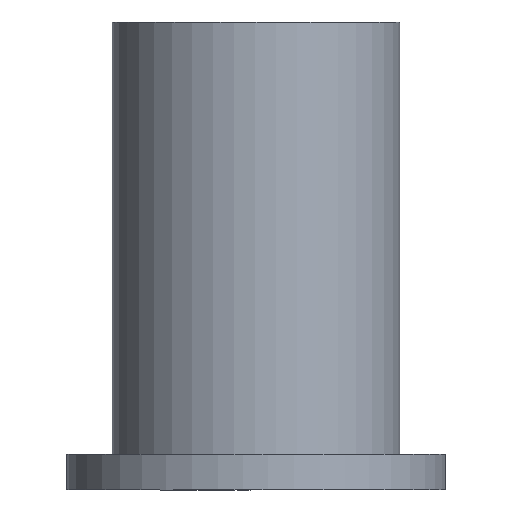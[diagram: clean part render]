
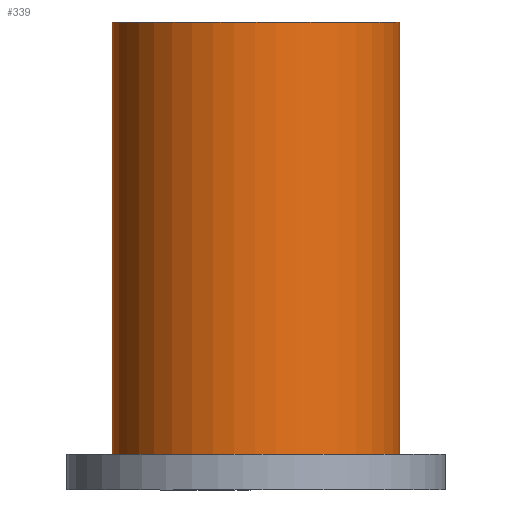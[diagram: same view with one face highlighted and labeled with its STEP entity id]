
A CAD part, front view. The second image highlights one B-rep face of the part: STEP entity #339.
In plain terms, the highlighted free-form (B-spline) face has degree [2, 1] with [5, 2] control points.
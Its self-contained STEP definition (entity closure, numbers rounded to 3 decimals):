
#195 = VERTEX_POINT('',#196);
#196 = CARTESIAN_POINT('',(6.375,0.,-19.175));
#197 = VERTEX_POINT('',#198);
#198 = CARTESIAN_POINT('',(-6.375,0.,
    -19.175));
#206 = EDGE_CURVE('',#197,#207,#209,.T.);
#207 = VERTEX_POINT('',#208);
#208 = CARTESIAN_POINT('',(-6.375,0.,0.));
#209 = B_SPLINE_CURVE_WITH_KNOTS('',1,(#210,#211),.UNSPECIFIED.,.F.,.F.,
  (2,2),(-19.4,0.),.PIECEWISE_BEZIER_KNOTS.);
#210 = CARTESIAN_POINT('',(-6.375,0.,
    -19.175));
#211 = CARTESIAN_POINT('',(-6.375,0.,0.));
#214 = VERTEX_POINT('',#215);
#215 = CARTESIAN_POINT('',(6.375,0.,0.));
#223 = EDGE_CURVE('',#195,#214,#224,.T.);
#224 = B_SPLINE_CURVE_WITH_KNOTS('',1,(#225,#226),.UNSPECIFIED.,.F.,.F.,
  (2,2),(-19.4,0.),.PIECEWISE_BEZIER_KNOTS.);
#225 = CARTESIAN_POINT('',(6.375,0.,-19.175));
#226 = CARTESIAN_POINT('',(6.375,0.,0.));
#323 = EDGE_CURVE('',#197,#195,#324,.T.);
#324 = ( BOUNDED_CURVE() B_SPLINE_CURVE(2,(#325,#326,#327,#328,#329),
.UNSPECIFIED.,.F.,.F.) B_SPLINE_CURVE_WITH_KNOTS((3,2,3),(3.142,
4.712,6.283),.PIECEWISE_BEZIER_KNOTS.) CURVE() 
GEOMETRIC_REPRESENTATION_ITEM() RATIONAL_B_SPLINE_CURVE((1.,
0.707,1.,0.707,1.)) REPRESENTATION_ITEM('') );
#325 = CARTESIAN_POINT('',(-6.375,0.,
    -19.175));
#326 = CARTESIAN_POINT('',(-6.375,-6.375,
    -19.175));
#327 = CARTESIAN_POINT('',(0.,-6.375,
    -19.175));
#328 = CARTESIAN_POINT('',(6.375,-6.375,
    -19.175));
#329 = CARTESIAN_POINT('',(6.375,0.,
    -19.175));
#339 = ADVANCED_FACE('',(#340),#353,.T.);
#340 = FACE_BOUND('',#341,.T.);
#341 = EDGE_LOOP('',(#342,#343,#344,#345));
#342 = ORIENTED_EDGE('',*,*,#206,.F.);
#343 = ORIENTED_EDGE('',*,*,#323,.T.);
#344 = ORIENTED_EDGE('',*,*,#223,.T.);
#345 = ORIENTED_EDGE('',*,*,#346,.F.);
#346 = EDGE_CURVE('',#207,#214,#347,.T.);
#347 = ( BOUNDED_CURVE() B_SPLINE_CURVE(2,(#348,#349,#350,#351,#352),
.UNSPECIFIED.,.F.,.F.) B_SPLINE_CURVE_WITH_KNOTS((3,2,3),(3.142,
4.712,6.283),.PIECEWISE_BEZIER_KNOTS.) CURVE() 
GEOMETRIC_REPRESENTATION_ITEM() RATIONAL_B_SPLINE_CURVE((1.,
0.707,1.,0.707,1.)) REPRESENTATION_ITEM('') );
#348 = CARTESIAN_POINT('',(-6.375,0.,0.));
#349 = CARTESIAN_POINT('',(-6.375,-6.375,0.));
#350 = CARTESIAN_POINT('',(0.,-6.375,0.));
#351 = CARTESIAN_POINT('',(6.375,-6.375,0.));
#352 = CARTESIAN_POINT('',(6.375,0.,0.));
#353 = ( BOUNDED_SURFACE() B_SPLINE_SURFACE(2,1,(
    (#354,#355)
    ,(#356,#357)
    ,(#358,#359)
    ,(#360,#361)
,(#362,#363
    )),.UNSPECIFIED.,.F.,.F.,.F.) B_SPLINE_SURFACE_WITH_KNOTS((3,2,3),(2
    ,2),(3.142,4.712,6.283),(-19.4,0.),
.PIECEWISE_BEZIER_KNOTS.) GEOMETRIC_REPRESENTATION_ITEM() 
RATIONAL_B_SPLINE_SURFACE((
    (1.,1.)
    ,(0.707,0.707)
    ,(1.,1.)
    ,(0.707,0.707)
,(1.,1.))) REPRESENTATION_ITEM('') SURFACE() );
#354 = CARTESIAN_POINT('',(-6.375,0.,
    -19.175));
#355 = CARTESIAN_POINT('',(-6.375,0.,0.));
#356 = CARTESIAN_POINT('',(-6.375,-6.375,
    -19.175));
#357 = CARTESIAN_POINT('',(-6.375,-6.375,0.));
#358 = CARTESIAN_POINT('',(0.,-6.375,
    -19.175));
#359 = CARTESIAN_POINT('',(0.,-6.375,0.));
#360 = CARTESIAN_POINT('',(6.375,-6.375,
    -19.175));
#361 = CARTESIAN_POINT('',(6.375,-6.375,0.));
#362 = CARTESIAN_POINT('',(6.375,0.,
    -19.175));
#363 = CARTESIAN_POINT('',(6.375,0.,0.));
